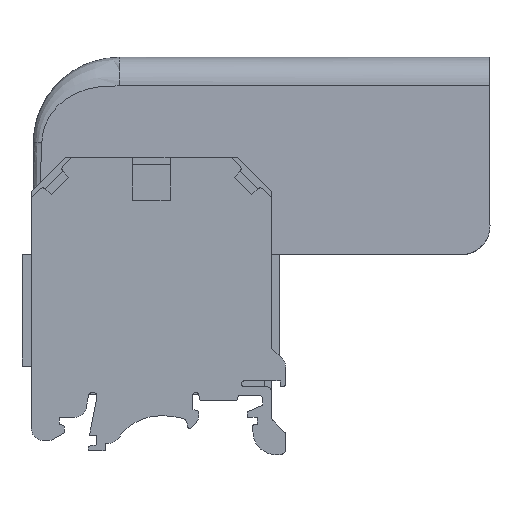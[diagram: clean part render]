
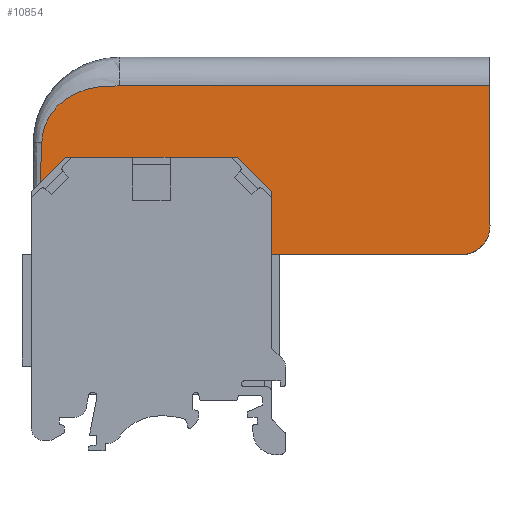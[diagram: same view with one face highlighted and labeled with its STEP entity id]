
A CAD part, left-side view. The second image highlights one B-rep face of the part: STEP entity #10854.
In plain terms, the highlighted planar face has unit normal (-1, 0, 0.004).
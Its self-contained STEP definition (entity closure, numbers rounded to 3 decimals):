
#43=ELLIPSE('',#11404,5.,5.);
#55=(
BOUNDED_CURVE()
B_SPLINE_CURVE(3,(#15850,#15851,#15852,#15853,#15854,#15855,#15856),
 .UNSPECIFIED.,.F.,.F.)
B_SPLINE_CURVE_WITH_KNOTS((4,3,4),(-0.21,-0.08,-0.015),
 .PIECEWISE_BEZIER_KNOTS.)
CURVE()
GEOMETRIC_REPRESENTATION_ITEM()
RATIONAL_B_SPLINE_CURVE((1.,1.,1.,1.,1.,1.,1.))
REPRESENTATION_ITEM('')
);
#59=(
BOUNDED_CURVE()
B_SPLINE_CURVE(3,(#15908,#15909,#15910,#15911),.UNSPECIFIED.,.F.,.F.)
B_SPLINE_CURVE_WITH_KNOTS((4,4),(0.,0.019),
 .PIECEWISE_BEZIER_KNOTS.)
CURVE()
GEOMETRIC_REPRESENTATION_ITEM()
RATIONAL_B_SPLINE_CURVE((1.,1.,1.,1.))
REPRESENTATION_ITEM('')
);
#109=B_SPLINE_CURVE_WITH_KNOTS('',3,(#15794,#15795,#15796,#15797,#15798,
#15799,#15800,#15801,#15802,#15803,#15804,#15805,#15806,#15807,#15808,#15809,
#15810,#15811,#15812,#15813,#15814,#15815,#15816,#15817,#15818,#15819,#15820,
#15821,#15822),.UNSPECIFIED.,.F.,.F.,(4,1,1,1,1,1,1,1,1,1,1,1,1,1,1,1,1,
1,1,1,1,1,1,1,1,1,4),(0.,0.063,0.094,0.109,0.125,0.141,0.156,
0.188,0.219,0.234,0.25,0.266,0.281,0.313,0.375,0.438,0.469,
0.5,0.531,0.563,0.625,0.688,0.75,0.813,0.875,0.938,1.),
 .UNSPECIFIED.);
#2459=ORIENTED_EDGE('',*,*,#3666,.F.);
#2460=ORIENTED_EDGE('',*,*,#3668,.T.);
#2461=ORIENTED_EDGE('',*,*,#3621,.F.);
#2462=ORIENTED_EDGE('',*,*,#3617,.T.);
#2463=ORIENTED_EDGE('',*,*,#3615,.T.);
#2464=ORIENTED_EDGE('',*,*,#3628,.T.);
#2465=ORIENTED_EDGE('',*,*,#3793,.F.);
#3615=EDGE_CURVE('',#4484,#4486,#109,.T.);
#3617=EDGE_CURVE('',#4487,#4484,#55,.T.);
#3621=EDGE_CURVE('',#4487,#4490,#5316,.T.);
#3628=EDGE_CURVE('',#4486,#4493,#59,.F.);
#3666=EDGE_CURVE('',#4522,#4520,#5349,.F.);
#3668=EDGE_CURVE('',#4522,#4490,#43,.T.);
#3793=EDGE_CURVE('',#4520,#4493,#5433,.F.);
#4484=VERTEX_POINT('',#15741);
#4486=VERTEX_POINT('',#15793);
#4487=VERTEX_POINT('',#15849);
#4490=VERTEX_POINT('',#15864);
#4493=VERTEX_POINT('',#15907);
#4520=VERTEX_POINT('',#16330);
#4522=VERTEX_POINT('',#16334);
#5316=LINE('',#15863,#6183);
#5349=LINE('',#16335,#6216);
#5433=LINE('',#17052,#6300);
#6183=VECTOR('',#13166,1000.);
#6216=VECTOR('',#13217,1000.);
#6300=VECTOR('',#13419,1000.);
#6764=EDGE_LOOP('',(#2459,#2460,#2461,#2462,#2463,#2464,#2465));
#7220=FACE_BOUND('',#6764,.T.);
#7528=PLANE('',#11460);
#10854=ADVANCED_FACE('',(#7220),#7528,.T.);
#11404=AXIS2_PLACEMENT_3D('',#16339,#13222,#13223);
#11460=AXIS2_PLACEMENT_3D('',#17051,#13417,#13418);
#13166=DIRECTION('',(-0.004,-0.004,-1.));
#13217=DIRECTION('',(0.,-1.,0.));
#13222=DIRECTION('',(-1.,0.,0.004));
#13223=DIRECTION('',(-0.004,0.,-1.));
#13417=DIRECTION('',(-1.,0.,0.004));
#13418=DIRECTION('',(-0.004,0.,-1.));
#13419=DIRECTION('',(0.,-1.,0.));
#15741=CARTESIAN_POINT('',(-16.871,5.515,30.522));
#15793=CARTESIAN_POINT('',(-16.915,19.015,20.565));
#15794=CARTESIAN_POINT('',(-16.871,5.515,30.522));
#15795=CARTESIAN_POINT('',(-16.871,5.895,30.522));
#15796=CARTESIAN_POINT('',(-16.871,6.429,30.516));
#15797=CARTESIAN_POINT('',(-16.871,6.979,30.5));
#15798=CARTESIAN_POINT('',(-16.871,7.285,30.487));
#15799=CARTESIAN_POINT('',(-16.871,7.475,30.478));
#15800=CARTESIAN_POINT('',(-16.871,7.773,30.461));
#15801=CARTESIAN_POINT('',(-16.872,8.124,30.436));
#15802=CARTESIAN_POINT('',(-16.872,8.565,30.396));
#15803=CARTESIAN_POINT('',(-16.872,8.979,30.348));
#15804=CARTESIAN_POINT('',(-16.872,9.312,30.302));
#15805=CARTESIAN_POINT('',(-16.872,9.529,30.269));
#15806=CARTESIAN_POINT('',(-16.873,9.846,30.215));
#15807=CARTESIAN_POINT('',(-16.873,10.228,30.142));
#15808=CARTESIAN_POINT('',(-16.873,10.899,29.994));
#15809=CARTESIAN_POINT('',(-16.875,11.811,29.73));
#15810=CARTESIAN_POINT('',(-16.876,12.671,29.4));
#15811=CARTESIAN_POINT('',(-16.877,13.339,29.088));
#15812=CARTESIAN_POINT('',(-16.878,13.792,28.851));
#15813=CARTESIAN_POINT('',(-16.88,14.353,28.522));
#15814=CARTESIAN_POINT('',(-16.882,15.026,28.069));
#15815=CARTESIAN_POINT('',(-16.885,15.805,27.452));
#15816=CARTESIAN_POINT('',(-16.889,16.73,26.516));
#15817=CARTESIAN_POINT('',(-16.893,17.48,25.532));
#15818=CARTESIAN_POINT('',(-16.898,18.151,24.366));
#15819=CARTESIAN_POINT('',(-16.903,18.624,23.182));
#15820=CARTESIAN_POINT('',(-16.909,18.944,21.866));
#15821=CARTESIAN_POINT('',(-16.913,19.013,21.002));
#15822=CARTESIAN_POINT('',(-16.915,19.015,20.565));
#15849=CARTESIAN_POINT('',(-16.871,-59.271,30.522));
#15850=CARTESIAN_POINT('',(-16.871,-189.23,30.522));
#15851=CARTESIAN_POINT('',(-16.871,-145.953,30.522));
#15852=CARTESIAN_POINT('',(-16.871,-102.677,30.522));
#15853=CARTESIAN_POINT('',(-16.871,-59.4,30.522));
#15854=CARTESIAN_POINT('',(-16.871,-37.762,30.522));
#15855=CARTESIAN_POINT('',(-16.871,-16.123,30.522));
#15856=CARTESIAN_POINT('',(-16.871,5.515,30.522));
#15863=CARTESIAN_POINT('',(-16.999,-59.399,1.144));
#15864=CARTESIAN_POINT('',(-16.978,-59.378,6.022));
#15907=CARTESIAN_POINT('',(-17.,20.6,1.));
#15908=CARTESIAN_POINT('',(-17.,20.6,1.));
#15909=CARTESIAN_POINT('',(-16.972,19.822,7.521));
#15910=CARTESIAN_POINT('',(-16.943,19.043,14.041));
#15911=CARTESIAN_POINT('',(-16.915,19.015,20.565));
#16330=CARTESIAN_POINT('',(-17.,-22.5,1.));
#16334=CARTESIAN_POINT('',(-17.,-54.378,1.));
#16335=CARTESIAN_POINT('',(-17.,19.1,1.));
#16339=CARTESIAN_POINT('',(-16.978,-54.378,6.));
#17051=CARTESIAN_POINT('',(-17.,19.1,1.));
#17052=CARTESIAN_POINT('',(-17.,19.1,1.));
